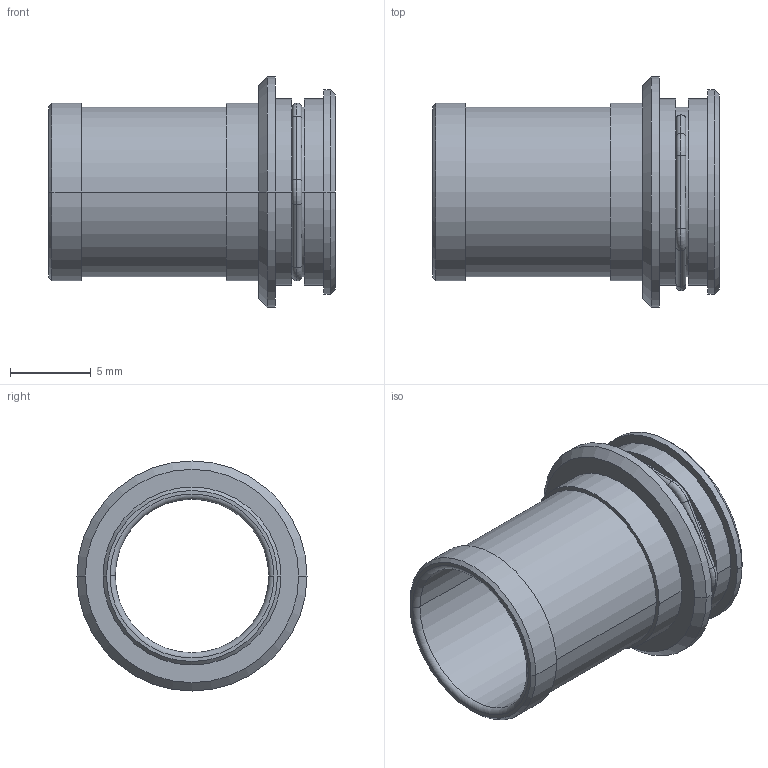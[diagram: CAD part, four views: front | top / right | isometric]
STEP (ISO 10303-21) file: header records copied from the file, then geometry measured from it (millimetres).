
FILE_DESCRIPTION((''),'2;1');
FILE_NAME('00611405118','2019-11-04T',('presta_be4'),(''),'CREO PARAMETRIC BY PTC INC, 2018360','CREO PARAMETRIC BY PTC INC, 2018360','');
FILE_SCHEMA(('CONFIG_CONTROL_DESIGN'));
Length unit declared in the file: millimetre
Products named in the file (1): 00611405118
Bounding box: 17.75 x 14.23 x 14.23 mm (x, y, z)
Volume: 450.2 mm3; surface area: 1405.6 mm2
Topology: 1 solids, 1 shells, 61 faces, 138 edges, 82 vertices
Faces by surface type: cylinder 30, torus 14, plane 11, cone 6
Entity records: 2482 total; most frequent: CARTESIAN_POINT 1009, DIRECTION 332, ORIENTED_EDGE 276, AXIS2_PLACEMENT_3D 145, EDGE_CURVE 138, CIRCLE 84, VERTEX_POINT 82, EDGE_LOOP 76
